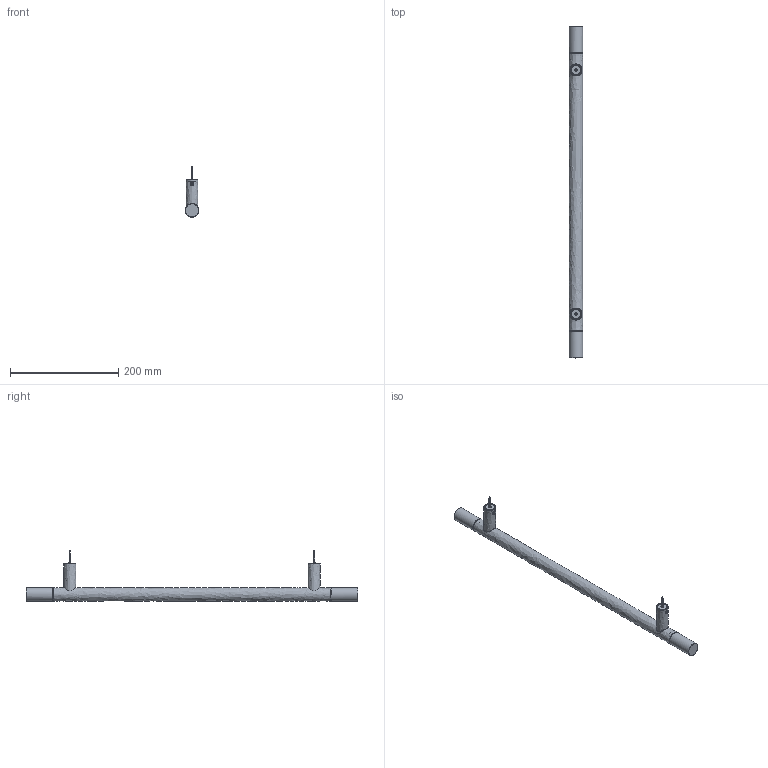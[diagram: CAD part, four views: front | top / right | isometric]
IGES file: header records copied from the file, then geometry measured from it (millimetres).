
Global section: file name: P8252-E; native system: Autodesk Inventor 2020; preprocessor: unknown; author: adaniels; date: 20190814.144547; units: millimetre
Bounding box: 25 x 612 x 92.71 mm (x, y, z)
Volume: 187339.3 mm3; surface area: 126391.4 mm2
Topology: 14 solids, 14 shells, 221 faces, 577 edges, 396 vertices
Faces by surface type: bspline 221
